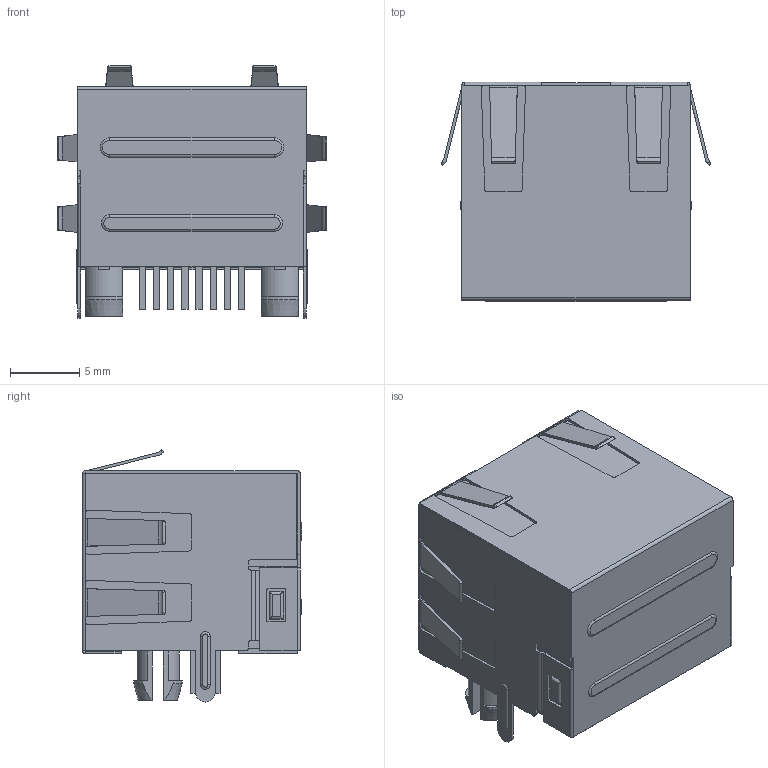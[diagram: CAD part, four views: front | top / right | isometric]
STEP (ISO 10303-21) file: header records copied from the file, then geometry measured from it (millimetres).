
FILE_DESCRIPTION(/* description */ ('Unknown'),/* implementation_level */ '2;1');
FILE_NAME(/* name */ 'J_Wurth_WR-MJ_615008140621',/* time_stamp */ '2025-06-24T11:26:47+08:00',/* author */ ('Unknown'),/* organization */ ('Unknown'),/* preprocessor_version */ 'ST-DEVELOPER v19.4',/* originating_system */ 'Solid Edge',/* authorisation */ 'Unknown');
FILE_SCHEMA (('AUTOMOTIVE_DESIGN {1 0 10303 214 3 1 1}'));
Length unit declared in the file: millimetre
Products named in the file (2): J_Wurth_WR-MJ_615008140621
Assembly tree (1 placements, depth 2):
  J_Wurth_WR-MJ_615008140621
    J_Wurth_WR-MJ_615008140621
Bounding box: 19.5 x 15.85 x 18.24 mm (x, y, z)
Volume: 1854.2 mm3; surface area: 5440.9 mm2
Topology: 12 solids, 12 shells, 814 faces, 2334 edges, 1528 vertices
Faces by surface type: plane 570, cylinder 224, torus 16, cone 4
Entity records: 26667 total; most frequent: CARTESIAN_POINT 4850, ORIENTED_EDGE 4668, DIRECTION 4354, EDGE_CURVE 2334, LINE 1858, VECTOR 1858, VERTEX_POINT 1528, AXIS2_PLACEMENT_3D 1248
